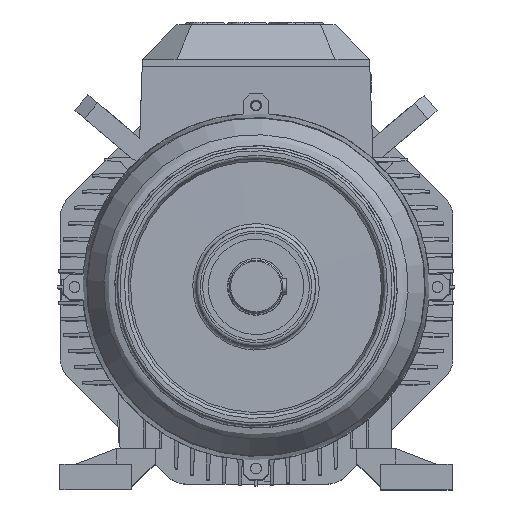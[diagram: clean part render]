
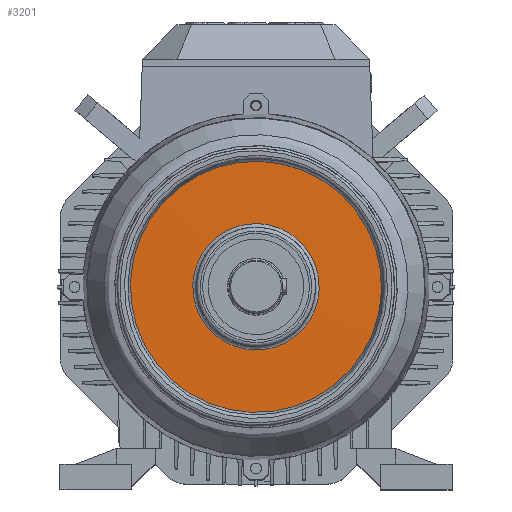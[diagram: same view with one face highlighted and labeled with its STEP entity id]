
A CAD part, top view. The second image highlights one B-rep face of the part: STEP entity #3201.
In plain terms, the highlighted conical face has half-angle 89.728 degrees and reference radius 94.347 mm.
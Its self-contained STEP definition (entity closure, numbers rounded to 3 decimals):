
#3159=CARTESIAN_POINT('',(-39.515,-30.609,62.995));
#3160=VERTEX_POINT('',#3159);
#3170=CARTESIAN_POINT('',(-0.002,0.003,62.995));
#3171=DIRECTION('',(0.,0.,1.0));
#3172=DIRECTION('',(-0.998,-0.066,0.));
#3173=AXIS2_PLACEMENT_3D('',#3170,#3171,#3172);
#3174=CIRCLE('',#3173,49.983);
#3175=EDGE_CURVE('',#3160,#3160,#3174,.T.);
#3182=CARTESIAN_POINT('',(-0.002,0.003,62.784));
#3183=DIRECTION('',(0.,0.,-1.0));
#3184=DIRECTION('',(-0.313,-0.95,0.));
#3185=AXIS2_PLACEMENT_3D('',#3182,#3183,#3184);
#3186=CONICAL_SURFACE('',#3185,94.347,89.728);
#3187=CARTESIAN_POINT('',(-78.482,-60.798,62.761));
#3188=VERTEX_POINT('',#3187);
#3189=CARTESIAN_POINT('',(-0.002,0.003,62.761));
#3190=DIRECTION('',(0.,0.,1.0));
#3191=DIRECTION('',(-0.998,-0.066,0.));
#3192=AXIS2_PLACEMENT_3D('',#3189,#3190,#3191);
#3193=CIRCLE('',#3192,99.277);
#3194=EDGE_CURVE('',#3188,#3188,#3193,.T.);
#3195=ORIENTED_EDGE('',*,*,#3194,.T.);
#3196=EDGE_LOOP('',(#3195));
#3197=FACE_OUTER_BOUND('',#3196,.T.);
#3198=ORIENTED_EDGE('',*,*,#3175,.F.);
#3199=EDGE_LOOP('',(#3198));
#3200=FACE_BOUND('',#3199,.T.);
#3201=ADVANCED_FACE('',(#3197,#3200),#3186,.T.);
